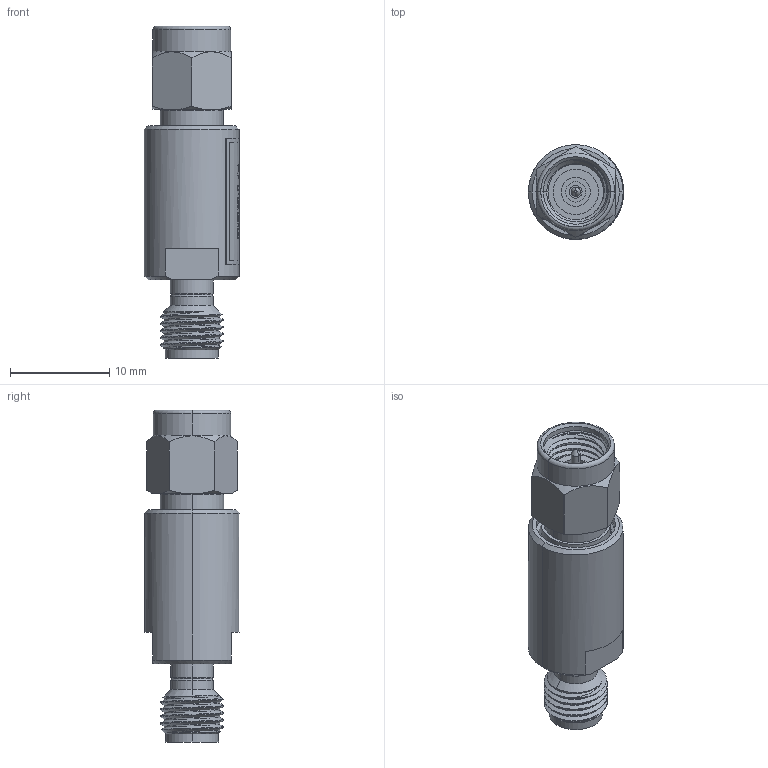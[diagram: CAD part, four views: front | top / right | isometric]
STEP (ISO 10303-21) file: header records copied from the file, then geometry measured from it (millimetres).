
FILE_DESCRIPTION (( 'STEP AP214' ), '1' );
FILE_NAME ('DD-10M18G-ZBS-SMF.STEP', '2026-01-28T22:11:18', ( '' ), ( '' ), 'SwSTEP 2.0', 'SolidWorks 2025', '' );
FILE_SCHEMA (( 'AUTOMOTIVE_DESIGN' ));
Length unit declared in the file: inch
Products named in the file (1): DD-10M18G-ZBS-SMF
Bounding box: 9.58 x 9.53 x 33.38 mm (x, y, z)
Volume: 1208.7 mm3; surface area: 2859.2 mm2
Topology: 14 solids, 14 shells, 380 faces, 1338 edges, 1069 vertices
Faces by surface type: cylinder 223, plane 76, cone 59, bspline 12, torus 6, sphere 4
Entity records: 27544 total; most frequent: CARTESIAN_POINT 11498, ORIENTED_EDGE 2660, DIRECTION 1945, EDGE_CURVE 1330, VERTEX_POINT 1067, AXIS2_PLACEMENT_3D 771, EDGE_LOOP 487, B_SPLINE_CURVE_WITH_KNOTS 463
